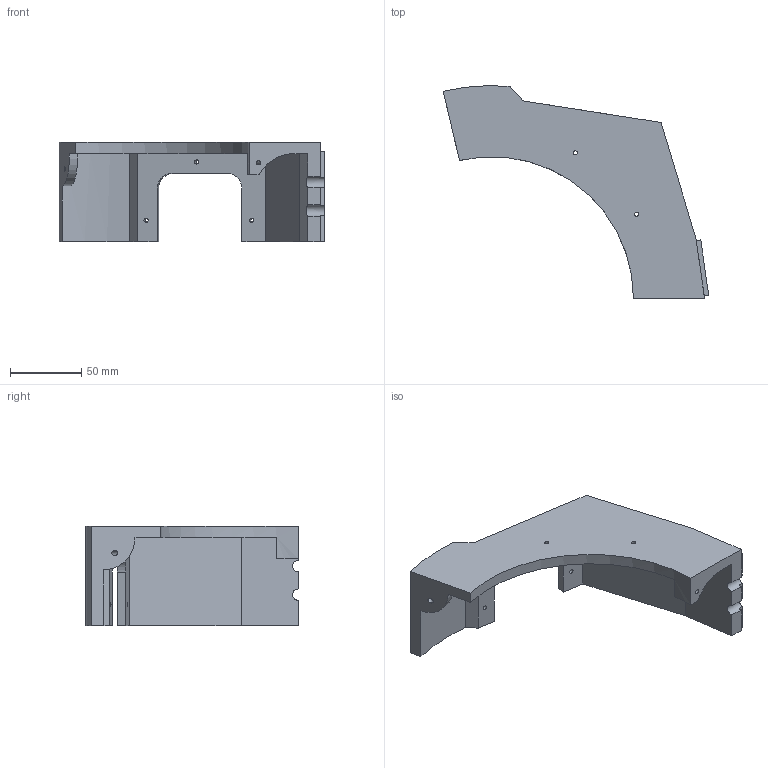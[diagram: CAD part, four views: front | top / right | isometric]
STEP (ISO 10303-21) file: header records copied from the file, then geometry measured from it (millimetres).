
FILE_DESCRIPTION(/* description */ (''),/* implementation_level */ '2;1');
FILE_NAME(/* name */ 'Synch_Gen_02.step',/* time_stamp */ '2020-09-19T11:49:30+02:00',/* author */ (''),/* organization */ (''),/* preprocessor_version */ 'ST-DEVELOPER v18.1',/* originating_system */ 'Autodesk Translation Framework v9.3.0.1241',/* authorisation */ '');
FILE_SCHEMA (('AUTOMOTIVE_DESIGN { 1 0 10303 214 3 1 1 }'));
Length unit declared in the file: millimetre
Products named in the file (1): Synch_Gen_02
Bounding box: 186.31 x 149.17 x 69.8 mm (x, y, z)
Volume: 223175.6 mm3; surface area: 60837.7 mm2
Topology: 1 solids, 1 shells, 46 faces, 132 edges, 88 vertices
Faces by surface type: plane 30, cylinder 15, torus 1
Full cylindrical faces by diameter (mm): 2.9 x6, 3.5 x1
Entity records: 1598 total; most frequent: CARTESIAN_POINT 283, DIRECTION 266, ORIENTED_EDGE 264, EDGE_CURVE 132, AXIS2_PLACEMENT_3D 89, LINE 88, VECTOR 88, VERTEX_POINT 88
